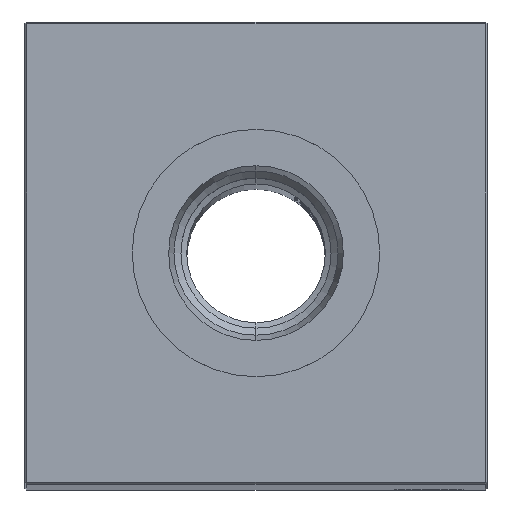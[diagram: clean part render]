
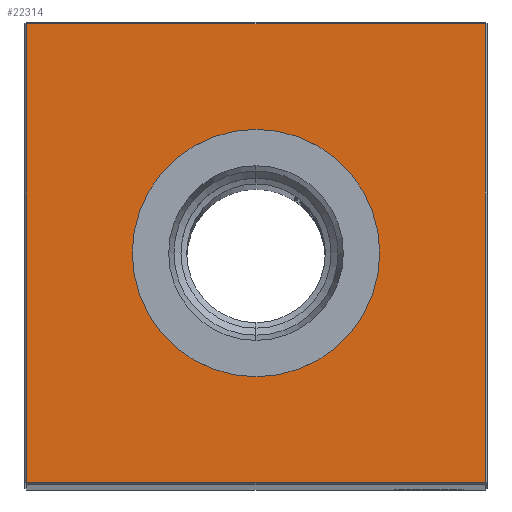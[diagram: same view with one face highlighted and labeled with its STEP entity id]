
A CAD part, top view. The second image highlights one B-rep face of the part: STEP entity #22314.
In plain terms, the highlighted planar face has unit normal (0, 0, 1).
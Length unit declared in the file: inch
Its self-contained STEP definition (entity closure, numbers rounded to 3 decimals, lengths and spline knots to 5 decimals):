
#142 = LINE ( 'NONE', #9073, #1485 ) ;
#307 = CIRCLE ( 'NONE', #17579, 0.66929 ) ;
#644 = ORIENTED_EDGE ( 'NONE', *, *, #7304, .T. ) ;
#963 = CARTESIAN_POINT ( 'NONE',  ( 1.24, 1.24, 18.25 ) ) ;
#1164 = CARTESIAN_POINT ( 'NONE',  ( 0., 1.24, 18.25 ) ) ;
#1180 = ORIENTED_EDGE ( 'NONE', *, *, #17257, .T. ) ;
#1485 = VECTOR ( 'NONE', #4804, 39.37008 ) ;
#1807 = VERTEX_POINT ( 'NONE', #963 ) ;
#2075 = EDGE_LOOP ( 'NONE', ( #18932, #644, #1180, #3377 ) ) ;
#2254 = AXIS2_PLACEMENT_3D ( 'NONE', #17593, #12916, #28514 ) ;
#2311 = CARTESIAN_POINT ( 'NONE',  ( 0., 0., 18.25 ) ) ;
#3009 = DIRECTION ( 'NONE',  ( 0., 1., 0. ) ) ;
#3377 = ORIENTED_EDGE ( 'NONE', *, *, #20580, .T. ) ;
#4195 = ORIENTED_EDGE ( 'NONE', *, *, #4954, .T. ) ;
#4236 = VECTOR ( 'NONE', #4965, 39.37008 ) ;
#4653 = FACE_BOUND ( 'NONE', #15456, .T. ) ;
#4804 = DIRECTION ( 'NONE',  ( 0., -1., 0. ) ) ;
#4954 = EDGE_CURVE ( 'NONE', #12928, #14666, #307, .T. ) ;
#4965 = DIRECTION ( 'NONE',  ( 1., 0., 0. ) ) ;
#4985 = VERTEX_POINT ( 'NONE', #25493 ) ;
#5352 = DIRECTION ( 'NONE',  ( 0., 0., -1. ) ) ;
#6704 = PLANE ( 'NONE',  #18201 ) ;
#7270 = CARTESIAN_POINT ( 'NONE',  ( 0., 0.66929, 18.25 ) ) ;
#7304 = EDGE_CURVE ( 'NONE', #17761, #4985, #20179, .T. ) ;
#9073 = CARTESIAN_POINT ( 'NONE',  ( -1.24, 0., 18.25 ) ) ;
#9439 = VECTOR ( 'NONE', #3009, 39.37008 ) ;
#11002 = EDGE_CURVE ( 'NONE', #14666, #12928, #14834, .T. ) ;
#12131 = LINE ( 'NONE', #1164, #12278 ) ;
#12204 = CARTESIAN_POINT ( 'NONE',  ( 1.24, 0., 18.25 ) ) ;
#12278 = VECTOR ( 'NONE', #25556, 39.37008 ) ;
#12360 = DIRECTION ( 'NONE',  ( -1., 0., 0. ) ) ;
#12916 = DIRECTION ( 'NONE',  ( 0., 0., -1. ) ) ;
#12928 = VERTEX_POINT ( 'NONE', #7270 ) ;
#12986 = FACE_OUTER_BOUND ( 'NONE', #2075, .T. ) ;
#14537 = CARTESIAN_POINT ( 'NONE',  ( 0., 0., 18.25 ) ) ;
#14666 = VERTEX_POINT ( 'NONE', #25035 ) ;
#14834 = CIRCLE ( 'NONE', #2254, 0.66929 ) ;
#15456 = EDGE_LOOP ( 'NONE', ( #4195, #26082 ) ) ;
#17257 = EDGE_CURVE ( 'NONE', #4985, #1807, #24766, .T. ) ;
#17519 = DIRECTION ( 'NONE',  ( -1., 0., 0. ) ) ;
#17572 = VERTEX_POINT ( 'NONE', #18042 ) ;
#17579 = AXIS2_PLACEMENT_3D ( 'NONE', #14537, #5352, #12360 ) ;
#17593 = CARTESIAN_POINT ( 'NONE',  ( 0., 0., 18.25 ) ) ;
#17761 = VERTEX_POINT ( 'NONE', #18893 ) ;
#18042 = CARTESIAN_POINT ( 'NONE',  ( -1.24, 1.24, 18.25 ) ) ;
#18201 = AXIS2_PLACEMENT_3D ( 'NONE', #2311, #20139, #17519 ) ;
#18893 = CARTESIAN_POINT ( 'NONE',  ( -1.24, -1.24, 18.25 ) ) ;
#18932 = ORIENTED_EDGE ( 'NONE', *, *, #24962, .T. ) ;
#20139 = DIRECTION ( 'NONE',  ( 0., 0., -1. ) ) ;
#20179 = LINE ( 'NONE', #26873, #4236 ) ;
#20580 = EDGE_CURVE ( 'NONE', #1807, #17572, #12131, .T. ) ;
#22314 = ADVANCED_FACE ( 'NONE', ( #12986, #4653 ), #6704, .F. ) ;
#24766 = LINE ( 'NONE', #12204, #9439 ) ;
#24962 = EDGE_CURVE ( 'NONE', #17572, #17761, #142, .T. ) ;
#25035 = CARTESIAN_POINT ( 'NONE',  ( 0., -0.66929, 18.25 ) ) ;
#25493 = CARTESIAN_POINT ( 'NONE',  ( 1.24, -1.24, 18.25 ) ) ;
#25556 = DIRECTION ( 'NONE',  ( -1., 0., 0. ) ) ;
#26082 = ORIENTED_EDGE ( 'NONE', *, *, #11002, .T. ) ;
#26873 = CARTESIAN_POINT ( 'NONE',  ( 0., -1.24, 18.25 ) ) ;
#28514 = DIRECTION ( 'NONE',  ( -1., 0., 0. ) ) ;
